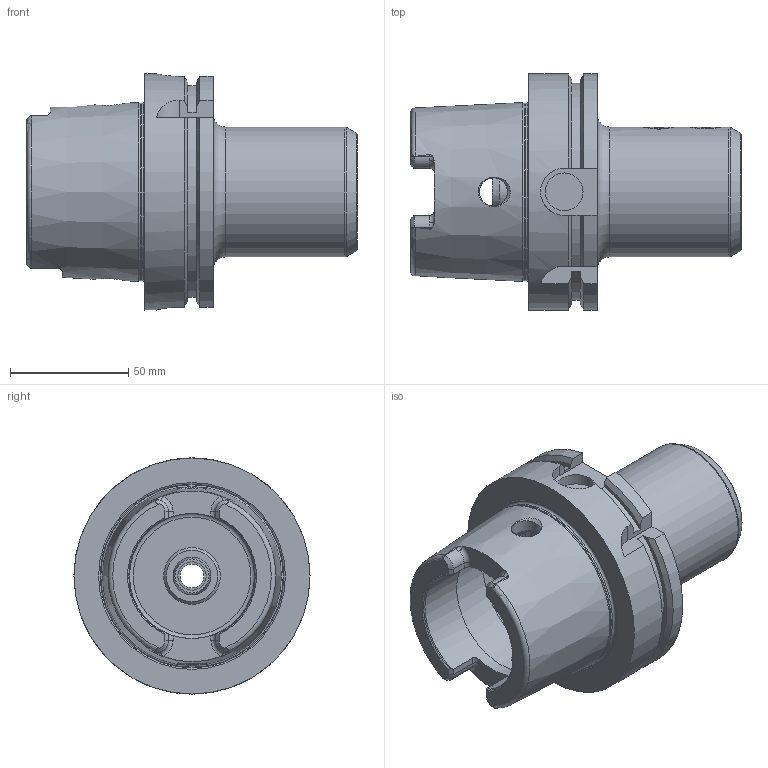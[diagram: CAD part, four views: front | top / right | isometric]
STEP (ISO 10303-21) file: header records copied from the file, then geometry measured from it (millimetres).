
FILE_DESCRIPTION((''),'2;1');
FILE_NAME('542077425090-3D.stp','2020-07-03T11:34:22',('nttooll'),(''),'Autodesk Inventor 2012','Autodesk Inventor 2012','');
FILE_SCHEMA(('AUTOMOTIVE_DESIGN { 1 0 10303 214 1 1 1 1 }'));
Length unit declared in the file: millimetre
Products named in the file (1): 542077425090-3D
Bounding box: 140 x 100 x 100 mm (x, y, z)
Volume: 374823.2 mm3; surface area: 66701.2 mm2
Topology: 1 solids, 1 shells, 145 faces, 364 edges, 228 vertices
Faces by surface type: plane 48, cylinder 46, cone 32, torus 19
Full cylindrical faces by diameter (mm): 6 x2, 6.928 x2, 10 x1, 12 x3, 14 x2, 15.3 x1, 16 x2, 24 x1, 25 x1, 25.4 x1, 53 x1, 53.8 x1, 55 x1, 63 x1, 75.3 x1, 100 x1
Entity records: 4499 total; most frequent: CARTESIAN_POINT 1339, DIRECTION 659, ORIENTED_EDGE 594, EDGE_CURVE 297, AXIS2_PLACEMENT_3D 280, VERTEX_POINT 212, EDGE_LOOP 209, FACE_OUTER_BOUND 145
